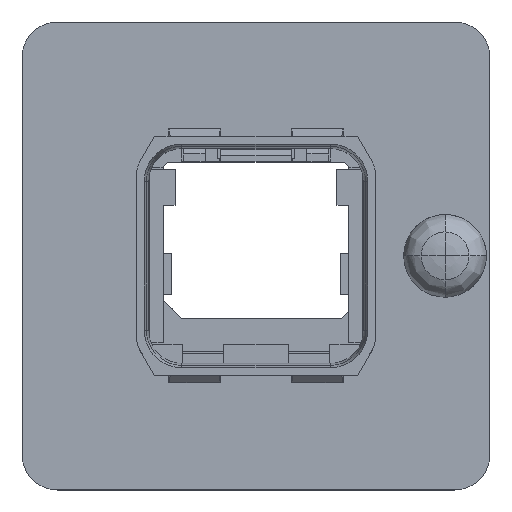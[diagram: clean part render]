
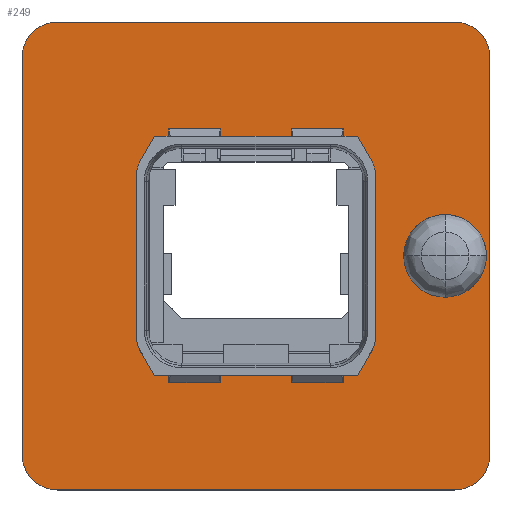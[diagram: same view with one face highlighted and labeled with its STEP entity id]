
A CAD part, top view. The second image highlights one B-rep face of the part: STEP entity #249.
In plain terms, the highlighted planar face has unit normal (0, 0, 1).
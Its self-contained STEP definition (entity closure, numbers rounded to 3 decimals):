
#35=AXIS2_PLACEMENT_3D('Plane Axis2P3D',#32,#33,#34) ;
#48=AXIS2_PLACEMENT_3D('Circle Axis2P3D',#46,#47,$) ;
#62=AXIS2_PLACEMENT_3D('Circle Axis2P3D',#60,#61,$) ;
#76=AXIS2_PLACEMENT_3D('Circle Axis2P3D',#74,#75,$) ;
#90=AXIS2_PLACEMENT_3D('Circle Axis2P3D',#88,#89,$) ;
#162=AXIS2_PLACEMENT_3D('Circle Axis2P3D',#160,#161,$) ;
#176=AXIS2_PLACEMENT_3D('Circle Axis2P3D',#174,#175,$) ;
#204=AXIS2_PLACEMENT_3D('Circle Axis2P3D',#202,#203,$) ;
#218=AXIS2_PLACEMENT_3D('Circle Axis2P3D',#216,#217,$) ;
#32=CARTESIAN_POINT('Axis2P3D Location',(19.8,19.8,28.2)) ;
#37=CARTESIAN_POINT('Line Origine',(19.8,0.,28.2)) ;
#41=CARTESIAN_POINT('Vertex',(36.6,0.,28.2)) ;
#43=CARTESIAN_POINT('Vertex',(3.,0.,28.2)) ;
#46=CARTESIAN_POINT('Axis2P3D Location',(36.6,3.,28.2)) ;
#50=CARTESIAN_POINT('Vertex',(39.6,3.,28.2)) ;
#53=CARTESIAN_POINT('Line Origine',(39.6,19.8,28.2)) ;
#57=CARTESIAN_POINT('Vertex',(39.6,36.6,28.2)) ;
#60=CARTESIAN_POINT('Axis2P3D Location',(36.6,36.6,28.2)) ;
#64=CARTESIAN_POINT('Vertex',(36.6,39.6,28.2)) ;
#67=CARTESIAN_POINT('Line Origine',(19.8,39.6,28.2)) ;
#71=CARTESIAN_POINT('Vertex',(3.,39.6,28.2)) ;
#74=CARTESIAN_POINT('Axis2P3D Location',(3.,36.6,28.2)) ;
#78=CARTESIAN_POINT('Vertex',(0.,36.6,28.2)) ;
#81=CARTESIAN_POINT('Line Origine',(0.,19.8,28.2)) ;
#85=CARTESIAN_POINT('Vertex',(0.,3.,28.2)) ;
#88=CARTESIAN_POINT('Axis2P3D Location',(3.,3.,28.2)) ;
#104=CARTESIAN_POINT('Control Point',(35.8,17.3,28.2)) ;
#105=CARTESIAN_POINT('Control Point',(35.486,17.3,28.2)) ;
#106=CARTESIAN_POINT('Control Point',(35.173,17.349,28.2)) ;
#107=CARTESIAN_POINT('Control Point',(34.869,17.448,28.2)) ;
#108=CARTESIAN_POINT('Control Point',(34.304,17.736,28.2)) ;
#109=CARTESIAN_POINT('Control Point',(33.853,18.184,28.2)) ;
#110=CARTESIAN_POINT('Control Point',(33.665,18.442,28.2)) ;
#111=CARTESIAN_POINT('Control Point',(33.377,19.009,28.2)) ;
#112=CARTESIAN_POINT('Control Point',(33.275,19.636,28.2)) ;
#113=CARTESIAN_POINT('Control Point',(33.275,19.955,28.2)) ;
#114=CARTESIAN_POINT('Control Point',(33.374,20.583,28.2)) ;
#115=CARTESIAN_POINT('Control Point',(33.661,21.151,28.2)) ;
#116=CARTESIAN_POINT('Control Point',(33.848,21.409,28.2)) ;
#117=CARTESIAN_POINT('Control Point',(34.298,21.86,28.2)) ;
#118=CARTESIAN_POINT('Control Point',(34.865,22.151,28.2)) ;
#119=CARTESIAN_POINT('Control Point',(35.17,22.25,28.2)) ;
#120=CARTESIAN_POINT('Control Point',(35.485,22.3,28.2)) ;
#121=CARTESIAN_POINT('Control Point',(35.8,22.3,28.2)) ;
#122=CARTESIAN_POINT('Vertex',(35.8,22.3,28.2)) ;
#124=CARTESIAN_POINT('Vertex',(35.8,17.3,28.2)) ;
#128=CARTESIAN_POINT('Control Point',(35.8,22.3,28.2)) ;
#129=CARTESIAN_POINT('Control Point',(36.113,22.3,28.2)) ;
#130=CARTESIAN_POINT('Control Point',(36.426,22.251,28.2)) ;
#131=CARTESIAN_POINT('Control Point',(36.729,22.153,28.2)) ;
#132=CARTESIAN_POINT('Control Point',(37.294,21.866,28.2)) ;
#133=CARTESIAN_POINT('Control Point',(37.744,21.419,28.2)) ;
#134=CARTESIAN_POINT('Control Point',(37.932,21.162,28.2)) ;
#135=CARTESIAN_POINT('Control Point',(38.221,20.598,28.2)) ;
#136=CARTESIAN_POINT('Control Point',(38.324,19.972,28.2)) ;
#137=CARTESIAN_POINT('Control Point',(38.326,19.654,28.2)) ;
#138=CARTESIAN_POINT('Control Point',(38.229,19.027,28.2)) ;
#139=CARTESIAN_POINT('Control Point',(37.946,18.46,28.2)) ;
#140=CARTESIAN_POINT('Control Point',(37.76,18.201,28.2)) ;
#141=CARTESIAN_POINT('Control Point',(37.311,17.746,28.2)) ;
#142=CARTESIAN_POINT('Control Point',(36.744,17.452,28.2)) ;
#143=CARTESIAN_POINT('Control Point',(36.436,17.351,28.2)) ;
#144=CARTESIAN_POINT('Control Point',(36.118,17.3,28.2)) ;
#145=CARTESIAN_POINT('Control Point',(35.8,17.3,28.2)) ;
#151=CARTESIAN_POINT('Line Origine',(10.584,10.767,28.2)) ;
#155=CARTESIAN_POINT('Vertex',(11.2,9.7,28.2)) ;
#157=CARTESIAN_POINT('Vertex',(9.968,11.834,28.2)) ;
#160=CARTESIAN_POINT('Axis2P3D Location',(11.7,12.834,28.2)) ;
#164=CARTESIAN_POINT('Vertex',(9.7,12.834,28.2)) ;
#167=CARTESIAN_POINT('Line Origine',(9.7,19.8,28.2)) ;
#171=CARTESIAN_POINT('Vertex',(9.7,26.766,28.2)) ;
#174=CARTESIAN_POINT('Axis2P3D Location',(11.7,26.766,28.2)) ;
#178=CARTESIAN_POINT('Vertex',(9.968,27.766,28.2)) ;
#181=CARTESIAN_POINT('Line Origine',(10.584,28.833,28.2)) ;
#185=CARTESIAN_POINT('Vertex',(11.2,29.9,28.2)) ;
#188=CARTESIAN_POINT('Line Origine',(19.8,29.9,28.2)) ;
#192=CARTESIAN_POINT('Vertex',(28.4,29.9,28.2)) ;
#195=CARTESIAN_POINT('Line Origine',(29.016,28.833,28.2)) ;
#199=CARTESIAN_POINT('Vertex',(29.632,27.766,28.2)) ;
#202=CARTESIAN_POINT('Axis2P3D Location',(27.9,26.766,28.2)) ;
#206=CARTESIAN_POINT('Vertex',(29.9,26.766,28.2)) ;
#209=CARTESIAN_POINT('Line Origine',(29.9,19.8,28.2)) ;
#213=CARTESIAN_POINT('Vertex',(29.9,12.834,28.2)) ;
#216=CARTESIAN_POINT('Axis2P3D Location',(27.9,12.834,28.2)) ;
#220=CARTESIAN_POINT('Vertex',(29.632,11.834,28.2)) ;
#223=CARTESIAN_POINT('Line Origine',(29.016,10.767,28.2)) ;
#227=CARTESIAN_POINT('Vertex',(28.4,9.7,28.2)) ;
#230=CARTESIAN_POINT('Line Origine',(19.8,9.7,28.2)) ;
#33=DIRECTION('Axis2P3D Direction',(0.,0.,-1.)) ;
#34=DIRECTION('Axis2P3D XDirection',(1.,0.,0.)) ;
#38=DIRECTION('Vector Direction',(1.,0.,0.)) ;
#47=DIRECTION('Axis2P3D Direction',(0.,0.,-1.)) ;
#54=DIRECTION('Vector Direction',(0.,-1.,0.)) ;
#61=DIRECTION('Axis2P3D Direction',(0.,0.,-1.)) ;
#68=DIRECTION('Vector Direction',(-1.,0.,0.)) ;
#75=DIRECTION('Axis2P3D Direction',(0.,0.,-1.)) ;
#82=DIRECTION('Vector Direction',(0.,1.,0.)) ;
#89=DIRECTION('Axis2P3D Direction',(0.,0.,-1.)) ;
#152=DIRECTION('Vector Direction',(0.5,-0.866,0.)) ;
#161=DIRECTION('Axis2P3D Direction',(0.,0.,-1.)) ;
#168=DIRECTION('Vector Direction',(0.,-1.,0.)) ;
#175=DIRECTION('Axis2P3D Direction',(0.,0.,-1.)) ;
#182=DIRECTION('Vector Direction',(-0.5,-0.866,0.)) ;
#189=DIRECTION('Vector Direction',(-1.,0.,0.)) ;
#196=DIRECTION('Vector Direction',(-0.5,0.866,0.)) ;
#203=DIRECTION('Axis2P3D Direction',(0.,0.,-1.)) ;
#210=DIRECTION('Vector Direction',(0.,1.,0.)) ;
#217=DIRECTION('Axis2P3D Direction',(0.,0.,-1.)) ;
#224=DIRECTION('Vector Direction',(0.5,0.866,0.)) ;
#231=DIRECTION('Vector Direction',(1.,0.,0.)) ;
#39=VECTOR('Line Direction',#38,1.) ;
#55=VECTOR('Line Direction',#54,1.) ;
#69=VECTOR('Line Direction',#68,1.) ;
#83=VECTOR('Line Direction',#82,1.) ;
#153=VECTOR('Line Direction',#152,1.) ;
#169=VECTOR('Line Direction',#168,1.) ;
#183=VECTOR('Line Direction',#182,1.) ;
#190=VECTOR('Line Direction',#189,1.) ;
#197=VECTOR('Line Direction',#196,1.) ;
#211=VECTOR('Line Direction',#210,1.) ;
#225=VECTOR('Line Direction',#224,1.) ;
#232=VECTOR('Line Direction',#231,1.) ;
#94=ORIENTED_EDGE('',*,*,#45,.F.) ;
#95=ORIENTED_EDGE('',*,*,#52,.F.) ;
#96=ORIENTED_EDGE('',*,*,#59,.F.) ;
#97=ORIENTED_EDGE('',*,*,#66,.F.) ;
#98=ORIENTED_EDGE('',*,*,#73,.F.) ;
#99=ORIENTED_EDGE('',*,*,#80,.F.) ;
#100=ORIENTED_EDGE('',*,*,#87,.F.) ;
#101=ORIENTED_EDGE('',*,*,#92,.F.) ;
#148=ORIENTED_EDGE('',*,*,#126,.F.) ;
#149=ORIENTED_EDGE('',*,*,#146,.T.) ;
#236=ORIENTED_EDGE('',*,*,#159,.T.) ;
#237=ORIENTED_EDGE('',*,*,#166,.T.) ;
#238=ORIENTED_EDGE('',*,*,#173,.T.) ;
#239=ORIENTED_EDGE('',*,*,#180,.T.) ;
#240=ORIENTED_EDGE('',*,*,#187,.T.) ;
#241=ORIENTED_EDGE('',*,*,#194,.T.) ;
#242=ORIENTED_EDGE('',*,*,#201,.T.) ;
#243=ORIENTED_EDGE('',*,*,#208,.T.) ;
#244=ORIENTED_EDGE('',*,*,#215,.T.) ;
#245=ORIENTED_EDGE('',*,*,#222,.T.) ;
#246=ORIENTED_EDGE('',*,*,#229,.T.) ;
#247=ORIENTED_EDGE('',*,*,#234,.T.) ;
#150=FACE_BOUND('',#147,.T.) ;
#248=FACE_BOUND('',#235,.T.) ;
#249=ADVANCED_FACE('Hauptk\X2\00F6\X0\rper',(#102,#150,#248),#36,.F.) ;
#103=B_SPLINE_CURVE_WITH_KNOTS('',5,(#104,#105,#106,#107,#108,#109,#110,#111,#112,#113,#114,#115,#116,#117,#118,#119,#120,#121),.UNSPECIFIED.,.F.,.U.,(6,3,3,3,3,6),(0.,2.217,4.438,6.658,8.878,11.107),.UNSPECIFIED.) ;
#127=B_SPLINE_CURVE_WITH_KNOTS('',5,(#128,#129,#130,#131,#132,#133,#134,#135,#136,#137,#138,#139,#140,#141,#142,#143,#144,#145),.UNSPECIFIED.,.F.,.U.,(6,3,3,3,3,6),(0.,2.71,5.423,8.135,10.848,13.603),.UNSPECIFIED.) ;
#49=CIRCLE('generated circle',#48,3.) ;
#63=CIRCLE('generated circle',#62,3.) ;
#77=CIRCLE('generated circle',#76,3.) ;
#91=CIRCLE('generated circle',#90,3.) ;
#163=CIRCLE('generated circle',#162,2.) ;
#177=CIRCLE('generated circle',#176,2.) ;
#205=CIRCLE('generated circle',#204,2.) ;
#219=CIRCLE('generated circle',#218,2.) ;
#45=EDGE_CURVE('',#42,#44,#40,.F.) ;
#52=EDGE_CURVE('',#51,#42,#49,.T.) ;
#59=EDGE_CURVE('',#58,#51,#56,.T.) ;
#66=EDGE_CURVE('',#65,#58,#63,.T.) ;
#73=EDGE_CURVE('',#72,#65,#70,.F.) ;
#80=EDGE_CURVE('',#79,#72,#77,.T.) ;
#87=EDGE_CURVE('',#86,#79,#84,.T.) ;
#92=EDGE_CURVE('',#44,#86,#91,.T.) ;
#126=EDGE_CURVE('',#123,#125,#103,.F.) ;
#146=EDGE_CURVE('',#123,#125,#127,.T.) ;
#159=EDGE_CURVE('',#156,#158,#154,.F.) ;
#166=EDGE_CURVE('',#158,#165,#163,.T.) ;
#173=EDGE_CURVE('',#165,#172,#170,.F.) ;
#180=EDGE_CURVE('',#172,#179,#177,.T.) ;
#187=EDGE_CURVE('',#179,#186,#184,.F.) ;
#194=EDGE_CURVE('',#186,#193,#191,.F.) ;
#201=EDGE_CURVE('',#193,#200,#198,.F.) ;
#208=EDGE_CURVE('',#200,#207,#205,.T.) ;
#215=EDGE_CURVE('',#207,#214,#212,.F.) ;
#222=EDGE_CURVE('',#214,#221,#219,.T.) ;
#229=EDGE_CURVE('',#221,#228,#226,.F.) ;
#234=EDGE_CURVE('',#228,#156,#233,.F.) ;
#93=EDGE_LOOP('',(#94,#95,#96,#97,#98,#99,#100,#101)) ;
#147=EDGE_LOOP('',(#148,#149)) ;
#235=EDGE_LOOP('',(#236,#237,#238,#239,#240,#241,#242,#243,#244,#245,#246,#247)) ;
#102=FACE_OUTER_BOUND('',#93,.T.) ;
#40=LINE('Line',#37,#39) ;
#56=LINE('Line',#53,#55) ;
#70=LINE('Line',#67,#69) ;
#84=LINE('Line',#81,#83) ;
#154=LINE('Line',#151,#153) ;
#170=LINE('Line',#167,#169) ;
#184=LINE('Line',#181,#183) ;
#191=LINE('Line',#188,#190) ;
#198=LINE('Line',#195,#197) ;
#212=LINE('Line',#209,#211) ;
#226=LINE('Line',#223,#225) ;
#233=LINE('Line',#230,#232) ;
#36=PLANE('',#35) ;
#42=VERTEX_POINT('',#41) ;
#44=VERTEX_POINT('',#43) ;
#51=VERTEX_POINT('',#50) ;
#58=VERTEX_POINT('',#57) ;
#65=VERTEX_POINT('',#64) ;
#72=VERTEX_POINT('',#71) ;
#79=VERTEX_POINT('',#78) ;
#86=VERTEX_POINT('',#85) ;
#123=VERTEX_POINT('',#122) ;
#125=VERTEX_POINT('',#124) ;
#156=VERTEX_POINT('',#155) ;
#158=VERTEX_POINT('',#157) ;
#165=VERTEX_POINT('',#164) ;
#172=VERTEX_POINT('',#171) ;
#179=VERTEX_POINT('',#178) ;
#186=VERTEX_POINT('',#185) ;
#193=VERTEX_POINT('',#192) ;
#200=VERTEX_POINT('',#199) ;
#207=VERTEX_POINT('',#206) ;
#214=VERTEX_POINT('',#213) ;
#221=VERTEX_POINT('',#220) ;
#228=VERTEX_POINT('',#227) ;
